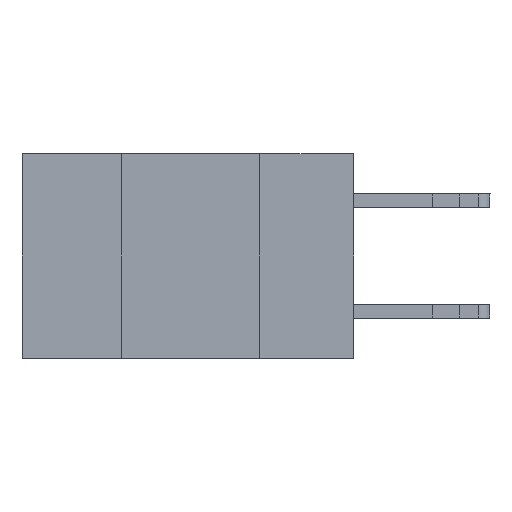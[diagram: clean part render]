
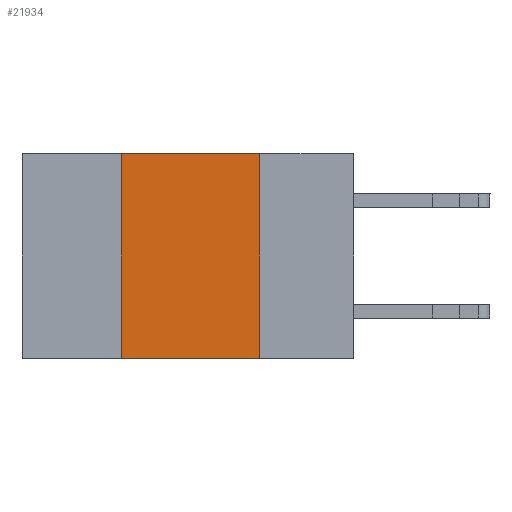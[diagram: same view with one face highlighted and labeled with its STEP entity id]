
A CAD part, left-side view. The second image highlights one B-rep face of the part: STEP entity #21934.
In plain terms, the highlighted planar face has unit normal (-1, 0, 0).
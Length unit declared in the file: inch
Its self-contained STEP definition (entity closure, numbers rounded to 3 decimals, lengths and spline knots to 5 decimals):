
#1273 = CARTESIAN_POINT ( 'NONE',  ( 0., 0.42, -0.37 ) ) ;
#2630 = CARTESIAN_POINT ( 'NONE',  ( 0., 0.6, 0. ) ) ;
#2971 = LINE ( 'NONE', #35848, #27367 ) ;
#3117 = EDGE_LOOP ( 'NONE', ( #28413, #24098, #34429, #35693 ) ) ;
#7711 = CARTESIAN_POINT ( 'NONE',  ( 0., 0.17, -0.37 ) ) ;
#8094 = DIRECTION ( 'NONE',  ( 0., 0., 1. ) ) ;
#8327 = DIRECTION ( 'NONE',  ( 0., 0., -1. ) ) ;
#9117 = VECTOR ( 'NONE', #8094, 39.37008 ) ;
#10878 = CARTESIAN_POINT ( 'NONE',  ( 0., 0.6, 0. ) ) ;
#13942 = VERTEX_POINT ( 'NONE', #32036 ) ;
#14401 = EDGE_CURVE ( 'NONE', #36638, #13942, #34927, .T. ) ;
#14416 = AXIS2_PLACEMENT_3D ( 'NONE', #10878, #22805, #8327 ) ;
#14924 = DIRECTION ( 'NONE',  ( 0., -1., 0. ) ) ;
#15760 = CARTESIAN_POINT ( 'NONE',  ( 0., 0.17, 0. ) ) ;
#15840 = VERTEX_POINT ( 'NONE', #7711 ) ;
#21934 = ADVANCED_FACE ( 'NONE', ( #22991 ), #32027, .F. ) ;
#22805 = DIRECTION ( 'NONE',  ( 1., 0., 0. ) ) ;
#22991 = FACE_OUTER_BOUND ( 'NONE', #3117, .T. ) ;
#23348 = CARTESIAN_POINT ( 'NONE',  ( 0., 0.42, 0. ) ) ;
#24098 = ORIENTED_EDGE ( 'NONE', *, *, #35584, .F. ) ;
#26159 = VECTOR ( 'NONE', #14924, 39.37008 ) ;
#26257 = DIRECTION ( 'NONE',  ( 0., -1., 0. ) ) ;
#27367 = VECTOR ( 'NONE', #26257, 39.37008 ) ;
#28413 = ORIENTED_EDGE ( 'NONE', *, *, #31417, .F. ) ;
#29099 = VERTEX_POINT ( 'NONE', #30736 ) ;
#29438 = LINE ( 'NONE', #2630, #26159 ) ;
#30736 = CARTESIAN_POINT ( 'NONE',  ( 0., 0.17, 0. ) ) ;
#31417 = EDGE_CURVE ( 'NONE', #29099, #15840, #33593, .T. ) ;
#31832 = DIRECTION ( 'NONE',  ( 0., 0., -1. ) ) ;
#32027 = PLANE ( 'NONE',  #14416 ) ;
#32036 = CARTESIAN_POINT ( 'NONE',  ( 0., 0.42, 0. ) ) ;
#33593 = LINE ( 'NONE', #15760, #36032 ) ;
#34429 = ORIENTED_EDGE ( 'NONE', *, *, #14401, .F. ) ;
#34927 = LINE ( 'NONE', #23348, #9117 ) ;
#35584 = EDGE_CURVE ( 'NONE', #13942, #29099, #29438, .T. ) ;
#35693 = ORIENTED_EDGE ( 'NONE', *, *, #35968, .T. ) ;
#35848 = CARTESIAN_POINT ( 'NONE',  ( 0., 0.6, -0.37 ) ) ;
#35968 = EDGE_CURVE ( 'NONE', #36638, #15840, #2971, .T. ) ;
#36032 = VECTOR ( 'NONE', #31832, 39.37008 ) ;
#36638 = VERTEX_POINT ( 'NONE', #1273 ) ;
